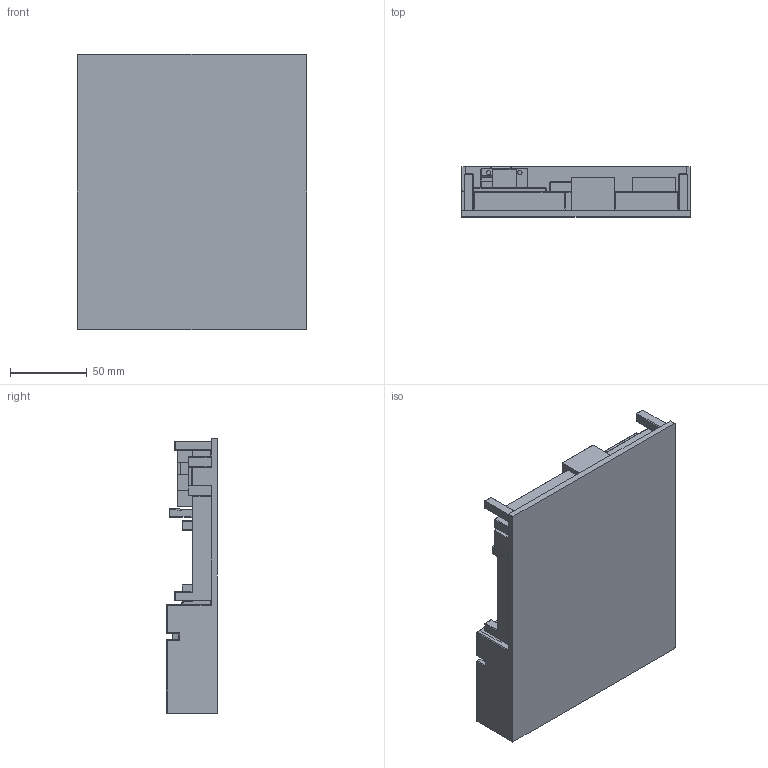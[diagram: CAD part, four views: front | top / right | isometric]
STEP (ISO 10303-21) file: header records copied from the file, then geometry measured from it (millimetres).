
FILE_DESCRIPTION(/* description */ (''),/* implementation_level */ '2;1');
FILE_NAME(/* name */ 'System_Base.step',/* time_stamp */ '2023-04-03T13:57:56-07:00',/* author */ (''),/* organization */ (''),/* preprocessor_version */ 'ST-DEVELOPER v19.2',/* originating_system */ 'Autodesk Translation Framework v11.17.0.187',/* authorisation */ '');
FILE_SCHEMA (('AUTOMOTIVE_DESIGN { 1 0 10303 214 3 1 1 }'));
Length unit declared in the file: millimetre
Products named in the file (5): qdm base v4; rails; openlog mount; feather mount v2; button mount v2
Assembly tree (5 placements, depth 2):
  qdm base v4
    rails
    openlog mount
    feather mount v2
    button mount v2  x2
Bounding box: 150 x 33 x 180 mm (x, y, z)
Volume: 357790.4 mm3; surface area: 133524.4 mm2
Topology: 6 solids, 6 shells, 1279 faces, 3239 edges, 2021 vertices
Faces by surface type: plane 623, cylinder 361, bspline 172, torus 69, sphere 54
Full cylindrical faces by diameter (mm): 2.13 x4, 2.75 x18, 2.8 x1, 6 x1
Entity records: 38066 total; most frequent: CARTESIAN_POINT 9520, ORIENTED_EDGE 6148, DIRECTION 5428, EDGE_CURVE 3074, LINE 2060, VECTOR 2060, VERTEX_POINT 1923, AXIS2_PLACEMENT_3D 1684
